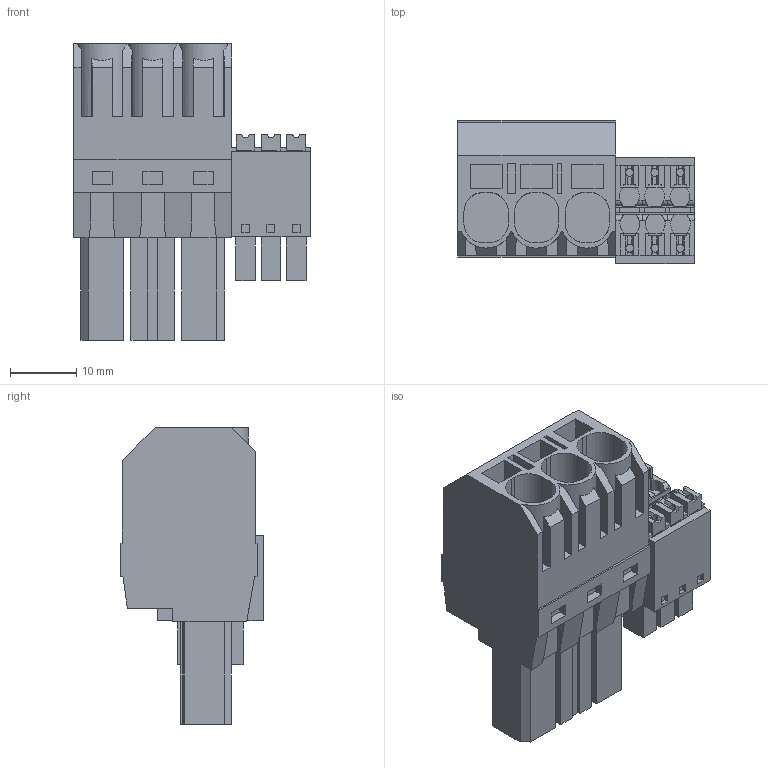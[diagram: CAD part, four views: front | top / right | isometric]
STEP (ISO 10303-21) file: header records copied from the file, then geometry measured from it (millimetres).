
FILE_DESCRIPTION(('CATIA V5 STEP Exchange','CAx-IF Rec.Pracs.--- Model Styling and Organization---1.4--- 2014-01-23'),'2;1');
FILE_NAME ('D1448293_1_1080570000_1080570000.stp','2023-09-07T12:49:27+00:00',('none'),('Weidmueller'),'CATIA Version 5-6 Release 2016 SP3 HF44','CATIA V5 STEP AP214','none');
FILE_SCHEMA(('AUTOMOTIVE_DESIGN { 1 0 10303 214 1 1 1 1 }'));
Length unit declared in the file: millimetre
Products named in the file (1): 1080570000
Bounding box: 35.6 x 21.53 x 44.7 mm (x, y, z)
Volume: 15986.8 mm3; surface area: 8490.9 mm2
Topology: 7 solids, 7 shells, 628 faces, 1731 edges, 1149 vertices
Faces by surface type: plane 559, cylinder 69
Entity records: 18899 total; most frequent: CARTESIAN_POINT 3765, ORIENTED_EDGE 3462, DIRECTION 2515, EDGE_CURVE 1731, VECTOR 1519, LINE 1519, VERTEX_POINT 1149, EDGE_LOOP 672
